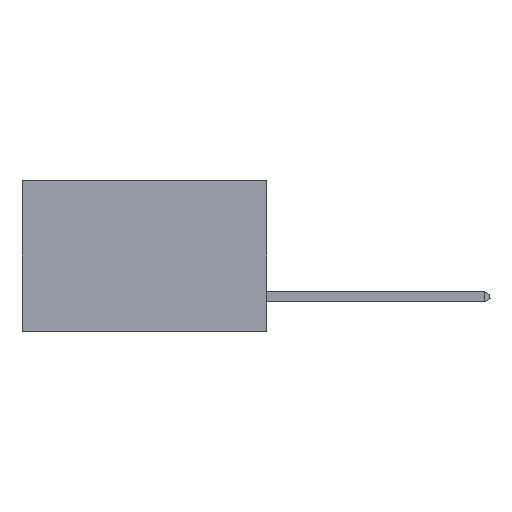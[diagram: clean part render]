
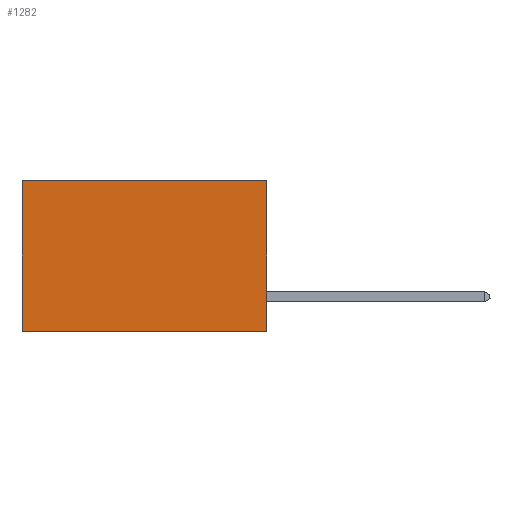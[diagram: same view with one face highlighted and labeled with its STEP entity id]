
A CAD part, left-side view. The second image highlights one B-rep face of the part: STEP entity #1282.
In plain terms, the highlighted planar face has unit normal (-1, 0, 0).
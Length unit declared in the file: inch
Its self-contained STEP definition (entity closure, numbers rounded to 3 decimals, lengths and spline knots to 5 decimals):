
#1282 = ADVANCED_FACE ( 'NONE', ( #41341 ), #12818, .F. ) ;
#2131 = ORIENTED_EDGE ( 'NONE', *, *, #38321, .T. ) ;
#3043 = DIRECTION ( 'NONE',  ( 0., 1., 0. ) ) ;
#3945 = VECTOR ( 'NONE', #18679, 39.37008 ) ;
#4139 = CARTESIAN_POINT ( 'NONE',  ( 0.2875, 0., 0. ) ) ;
#4893 = CARTESIAN_POINT ( 'NONE',  ( 0.2875, 0., 0. ) ) ;
#5340 = EDGE_CURVE ( 'NONE', #40950, #46100, #19816, .T. ) ;
#6236 = EDGE_CURVE ( 'NONE', #41449, #29041, #20841, .T. ) ;
#6461 = CARTESIAN_POINT ( 'NONE',  ( 0.2875, 0., -0.37 ) ) ;
#9307 = AXIS2_PLACEMENT_3D ( 'NONE', #12661, #16554, #9509 ) ;
#9493 = CARTESIAN_POINT ( 'NONE',  ( 0.2875, 0.6, 0. ) ) ;
#9509 = DIRECTION ( 'NONE',  ( 0., 0., -1. ) ) ;
#12552 = ORIENTED_EDGE ( 'NONE', *, *, #5340, .T. ) ;
#12661 = CARTESIAN_POINT ( 'NONE',  ( 0.2875, 0., 0. ) ) ;
#12818 = PLANE ( 'NONE',  #9307 ) ;
#13046 = ORIENTED_EDGE ( 'NONE', *, *, #6236, .F. ) ;
#16554 = DIRECTION ( 'NONE',  ( 1., 0., 0. ) ) ;
#17134 = LINE ( 'NONE', #6461, #43798 ) ;
#17620 = CARTESIAN_POINT ( 'NONE',  ( 0.2875, 0.6, -0.37 ) ) ;
#18679 = DIRECTION ( 'NONE',  ( 0., 1., 0. ) ) ;
#19000 = CARTESIAN_POINT ( 'NONE',  ( 0.2875, 0., -0.37 ) ) ;
#19816 = LINE ( 'NONE', #9493, #24794 ) ;
#20841 = LINE ( 'NONE', #4893, #45861 ) ;
#24794 = VECTOR ( 'NONE', #41290, 39.37008 ) ;
#26459 = CARTESIAN_POINT ( 'NONE',  ( 0.2875, 0.6, 0. ) ) ;
#29041 = VERTEX_POINT ( 'NONE', #19000 ) ;
#31727 = EDGE_LOOP ( 'NONE', ( #12552, #43256, #13046, #2131 ) ) ;
#33435 = DIRECTION ( 'NONE',  ( 0., 0., -1. ) ) ;
#36887 = EDGE_CURVE ( 'NONE', #29041, #46100, #17134, .T. ) ;
#38321 = EDGE_CURVE ( 'NONE', #41449, #40950, #43548, .T. ) ;
#40950 = VERTEX_POINT ( 'NONE', #26459 ) ;
#41290 = DIRECTION ( 'NONE',  ( 0., 0., -1. ) ) ;
#41341 = FACE_OUTER_BOUND ( 'NONE', #31727, .T. ) ;
#41449 = VERTEX_POINT ( 'NONE', #43368 ) ;
#43256 = ORIENTED_EDGE ( 'NONE', *, *, #36887, .F. ) ;
#43368 = CARTESIAN_POINT ( 'NONE',  ( 0.2875, 0., 0. ) ) ;
#43548 = LINE ( 'NONE', #4139, #3945 ) ;
#43798 = VECTOR ( 'NONE', #3043, 39.37008 ) ;
#45861 = VECTOR ( 'NONE', #33435, 39.37008 ) ;
#46100 = VERTEX_POINT ( 'NONE', #17620 ) ;
